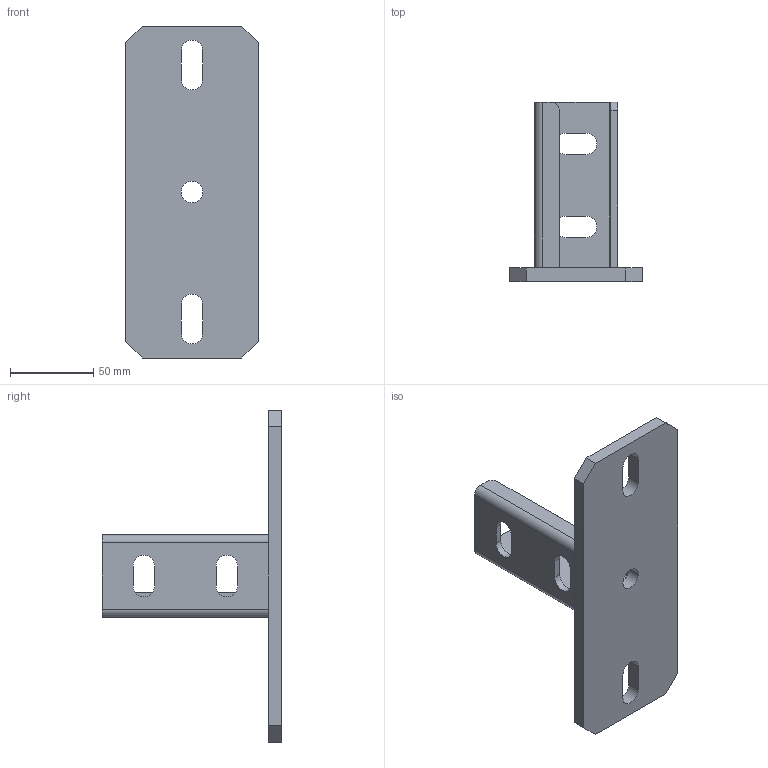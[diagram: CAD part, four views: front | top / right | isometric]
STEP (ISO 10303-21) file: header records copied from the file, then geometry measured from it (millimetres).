
FILE_DESCRIPTION((''),'2;1');
FILE_NAME('714124_ASM','2018-11-08T19:09:46',('tomasz.grudniewski'),(''),'CREO PARAMETRIC BY PTC INC, 2018260','CREO PARAMETRIC BY PTC INC, 2018260','');
FILE_SCHEMA(('CONFIG_CONTROL_DESIGN'));
Length unit declared in the file: millimetre
Products named in the file (3): PSKK1; PSKK2; 714124_ASM
Assembly tree (2 placements, depth 2):
  714124_ASM
    PSKK1
    PSKK2
Bounding box: 80 x 108 x 200 mm (x, y, z)
Volume: 160670.7 mm3; surface area: 58965.8 mm2
Topology: 2 solids, 2 shells, 68 faces, 168 edges, 104 vertices
Faces by surface type: plane 46, cylinder 22
Entity records: 2100 total; most frequent: DIRECTION 358, CARTESIAN_POINT 345, ORIENTED_EDGE 336, EDGE_CURVE 168, VECTOR 124, LINE 124, AXIS2_PLACEMENT_3D 117, VERTEX_POINT 104
